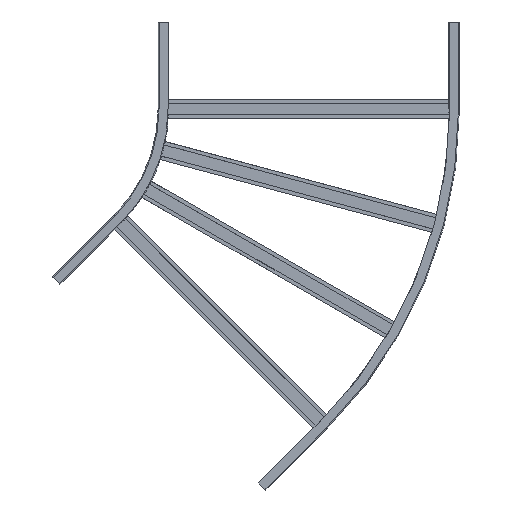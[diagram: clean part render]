
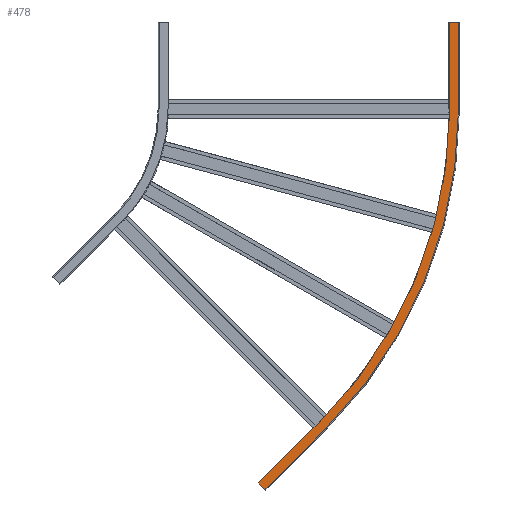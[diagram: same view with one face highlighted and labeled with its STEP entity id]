
A CAD part, front view. The second image highlights one B-rep face of the part: STEP entity #478.
In plain terms, the highlighted planar face has unit normal (0, -1, 0).
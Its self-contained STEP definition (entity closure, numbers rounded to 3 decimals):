
#27 = DIRECTION ( 'NONE',  ( 0.707, 0., 0.707 ) ) ;
#30 = DIRECTION ( 'NONE',  ( 0., -1., 0. ) ) ;
#33 = CARTESIAN_POINT ( 'NONE',  ( -300., -42.93, -173. ) ) ;
#235 = DIRECTION ( 'NONE',  ( 0., 0., 1. ) ) ;
#237 = CARTESIAN_POINT ( 'NONE',  ( 580.2, -42.93, -173. ) ) ;
#238 = DIRECTION ( 'NONE',  ( -1., 0., 0. ) ) ;
#241 = CARTESIAN_POINT ( 'NONE',  ( 598.2, -42.93, 0. ) ) ;
#242 = DIRECTION ( 'NONE',  ( 0., 0., 1. ) ) ;
#243 = CARTESIAN_POINT ( 'NONE',  ( 598.2, -42.93, -173. ) ) ;
#246 = DIRECTION ( 'NONE',  ( -0.707, 0., 0.707 ) ) ;
#247 = CARTESIAN_POINT ( 'NONE',  ( 212.794, -42.93, -930.453 ) ) ;
#273 = CARTESIAN_POINT ( 'NONE',  ( 322.395, -42.93, -795.395 ) ) ;
#297 = DIRECTION ( 'NONE',  ( -0.707, 0., -0.707 ) ) ;
#415 = DIRECTION ( 'NONE',  ( -0.707, 0., -0.707 ) ) ;
#416 = CARTESIAN_POINT ( 'NONE',  ( 335.123, -42.93, -808.123 ) ) ;
#425 = DIRECTION ( 'NONE',  ( 0.707, 0., 0.707 ) ) ;
#427 = DIRECTION ( 'NONE',  ( 0., -1., 0. ) ) ;
#428 = CARTESIAN_POINT ( 'NONE',  ( -300., -42.93, -173. ) ) ;
#478 = ADVANCED_FACE ( 'NONE', ( #3939 ), #3654, .T. ) ;
#860 = ORIENTED_EDGE ( 'NONE', *, *, #1289, .F. ) ;
#861 = ORIENTED_EDGE ( 'NONE', *, *, #1250, .F. ) ;
#862 = ORIENTED_EDGE ( 'NONE', *, *, #1247, .T. ) ;
#863 = ORIENTED_EDGE ( 'NONE', *, *, #1290, .T. ) ;
#864 = ORIENTED_EDGE ( 'NONE', *, *, #1291, .T. ) ;
#865 = ORIENTED_EDGE ( 'NONE', *, *, #1292, .F. ) ;
#866 = ORIENTED_EDGE ( 'NONE', *, *, #1243, .F. ) ;
#867 = ORIENTED_EDGE ( 'NONE', *, *, #1288, .T. ) ;
#1041 = AXIS2_PLACEMENT_3D ( 'NONE', #428, #427, #425 ) ;
#1068 = AXIS2_PLACEMENT_3D ( 'NONE', #33, #30, #27 ) ;
#1089 = AXIS2_PLACEMENT_3D ( 'NONE', #3658, #3652, #3650 ) ;
#1243 = EDGE_CURVE ( 'NONE', #5291, #5306, #2111, .T. ) ;
#1247 = EDGE_CURVE ( 'NONE', #5307, #5287, #2107, .T. ) ;
#1250 = EDGE_CURVE ( 'NONE', #5307, #5300, #2104, .T. ) ;
#1288 = EDGE_CURVE ( 'NONE', #5291, #5328, #2037, .T. ) ;
#1289 = EDGE_CURVE ( 'NONE', #5300, #5328, #2036, .T. ) ;
#1290 = EDGE_CURVE ( 'NONE', #5287, #5337, #2034, .T. ) ;
#1291 = EDGE_CURVE ( 'NONE', #5337, #5340, #2032, .T. ) ;
#1292 = EDGE_CURVE ( 'NONE', #5306, #5340, #2030, .T. ) ;
#1878 = EDGE_LOOP ( 'NONE', ( #860, #861, #862, #863, #864, #865, #866, #867 ) ) ;
#2027 = VECTOR ( 'NONE', #235, 1000. ) ;
#2029 = VECTOR ( 'NONE', #238, 1000. ) ;
#2030 = LINE ( 'NONE', #237, #2027 ) ;
#2031 = VECTOR ( 'NONE', #242, 1000. ) ;
#2032 = LINE ( 'NONE', #241, #2029 ) ;
#2033 = VECTOR ( 'NONE', #246, 1000. ) ;
#2034 = LINE ( 'NONE', #243, #2031 ) ;
#2035 = VECTOR ( 'NONE', #297, 1000. ) ;
#2036 = LINE ( 'NONE', #247, #2033 ) ;
#2037 = LINE ( 'NONE', #273, #2035 ) ;
#2101 = VECTOR ( 'NONE', #415, 1000. ) ;
#2104 = LINE ( 'NONE', #416, #2101 ) ;
#2107 = CIRCLE ( 'NONE', #1041, 898.2 ) ;
#2111 = CIRCLE ( 'NONE', #1068, 880.2 ) ;
#3650 = DIRECTION ( 'NONE',  ( 0.707, 0., 0.707 ) ) ;
#3652 = DIRECTION ( 'NONE',  ( 0., -1., 0. ) ) ;
#3654 = PLANE ( 'NONE',  #1089 ) ;
#3658 = CARTESIAN_POINT ( 'NONE',  ( 335.123, -42.93, -808.123 ) ) ;
#3939 = FACE_OUTER_BOUND ( 'NONE', #1878, .T. ) ;
#4744 = CARTESIAN_POINT ( 'NONE',  ( 322.395, -42.93, -795.395 ) ) ;
#4749 = CARTESIAN_POINT ( 'NONE',  ( 598.2, -42.93, -173. ) ) ;
#4881 = CARTESIAN_POINT ( 'NONE',  ( 580.2, -42.93, 0. ) ) ;
#4886 = CARTESIAN_POINT ( 'NONE',  ( 598.2, -42.93, 0. ) ) ;
#4904 = CARTESIAN_POINT ( 'NONE',  ( 200.066, -42.93, -917.725 ) ) ;
#4943 = CARTESIAN_POINT ( 'NONE',  ( 335.123, -42.93, -808.123 ) ) ;
#4945 = CARTESIAN_POINT ( 'NONE',  ( 580.2, -42.93, -173. ) ) ;
#4960 = CARTESIAN_POINT ( 'NONE',  ( 212.794, -42.93, -930.453 ) ) ;
#5287 = VERTEX_POINT ( 'NONE', #4749 ) ;
#5291 = VERTEX_POINT ( 'NONE', #4744 ) ;
#5300 = VERTEX_POINT ( 'NONE', #4960 ) ;
#5306 = VERTEX_POINT ( 'NONE', #4945 ) ;
#5307 = VERTEX_POINT ( 'NONE', #4943 ) ;
#5328 = VERTEX_POINT ( 'NONE', #4904 ) ;
#5337 = VERTEX_POINT ( 'NONE', #4886 ) ;
#5340 = VERTEX_POINT ( 'NONE', #4881 ) ;
